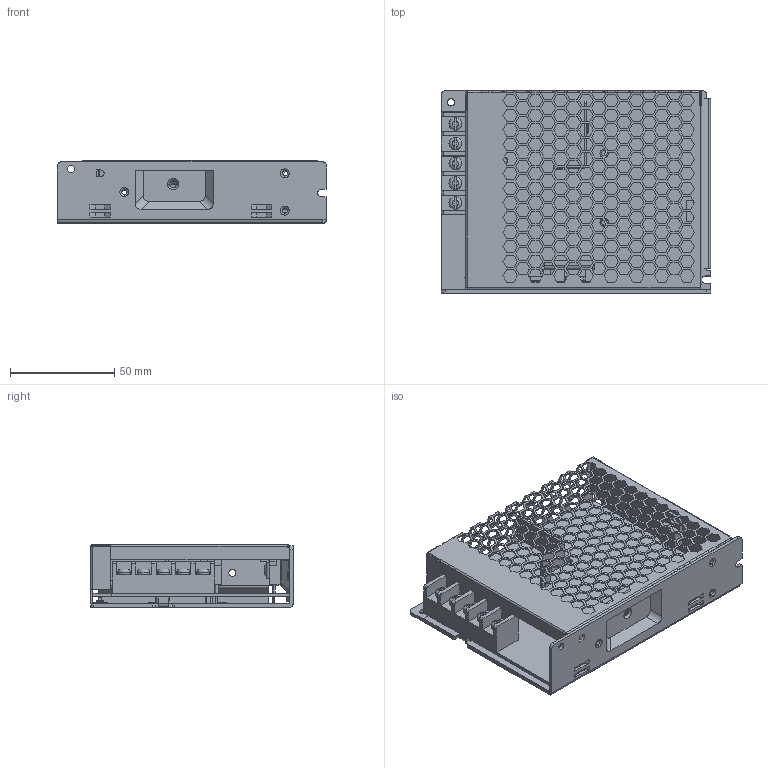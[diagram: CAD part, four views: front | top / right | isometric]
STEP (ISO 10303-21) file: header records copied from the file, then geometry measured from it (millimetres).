
FILE_DESCRIPTION(('Creo Elements/Direct Modeling STEP Export'),'2;1');
FILE_NAME('LRS-100.stp','2019-06-13T17:17:57',(''),(''),'PTC Creo Elements/Direct Modeling STEP processor for AP214 (Solid Model)','PTC Creo Elements/Direct Modeling 19.0 09-May-2014 (C) Parametric Technology GmbH','');
FILE_SCHEMA(('AUTOMOTIVE_DESIGN { 1 0 10303 214 1 1 1 1 }'));
Length unit declared in the file: millimetre
Products named in the file (18): ÊU£\; MOS15.5x10.1.1.1.1.1.1.1.3.2; MHS033.1; p2; pin.1.1; HS; PCB; HS2; HS1; G5; EE; 444.2; 444.1; 444; tn.1.1.1.1; p1; 55; LRS-100
Assembly tree (18 placements, depth 3):
  ÊU£\
  LRS-100
    55
    p1
    tn.1.1.1.1
    444
    444.1
    444.2
    EE
    G5
      HS1
      HS2
      PCB
    HS
      pin.1.1
      p2
    MHS033.1
    MOS15.5x10.1.1.1.1.1.1.1.3.2  x3
Bounding box: 129 x 97 x 30 mm (x, y, z)
Volume: 67047.7 mm3; surface area: 113177.3 mm2
Topology: 13 solids, 13 shells, 2257 faces, 6520 edges, 4278 vertices
Faces by surface type: plane 1945, cylinder 230, torus 42, bspline 34, cone 6
Entity records: 76668 total; most frequent: CARTESIAN_POINT 18212, ORIENTED_EDGE 12776, DIRECTION 10465, EDGE_CURVE 6388, VECTOR 5651, LINE 5651, VERTEX_POINT 4190, EDGE_LOOP 2732
